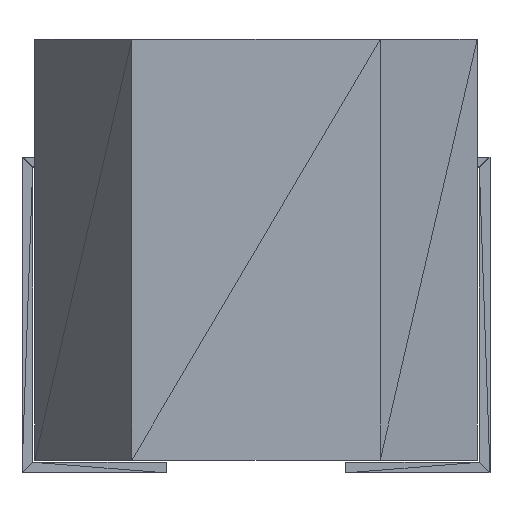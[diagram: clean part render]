
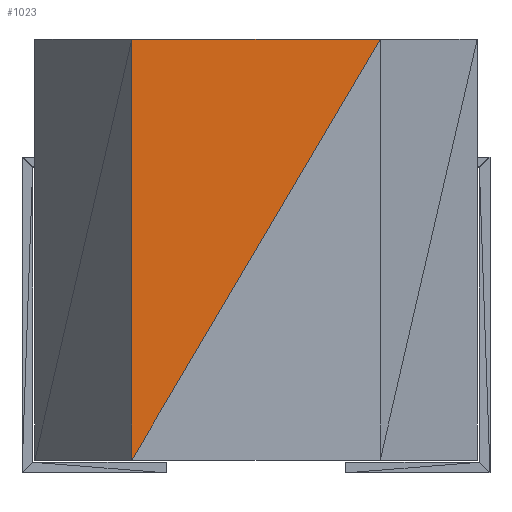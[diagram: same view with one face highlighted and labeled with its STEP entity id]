
A CAD part, front view. The second image highlights one B-rep face of the part: STEP entity #1023.
In plain terms, the highlighted planar face has unit normal (0, -1, 0).
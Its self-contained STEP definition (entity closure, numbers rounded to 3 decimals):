
#1023=ADVANCED_FACE('',(#1024),#1050,.F.);
#1024=FACE_OUTER_BOUND('',#1025,.T.);
#1025=EDGE_LOOP('',(#1026,#1028,#1030));
#1026=ORIENTED_EDGE('',*,*,#1027,.T.);
#1027=EDGE_CURVE('',#1032,#1034,#1036,.T.);
#1028=ORIENTED_EDGE('',*,*,#1029,.T.);
#1029=EDGE_CURVE('',#1034,#1040,#1042,.T.);
#1030=ORIENTED_EDGE('',*,*,#1031,.T.);
#1031=EDGE_CURVE('',#1040,#1032,#1046,.T.);
#1032=VERTEX_POINT('',#1033);
#1033=CARTESIAN_POINT('',(-2.953,-5.906,10.312));
#1034=VERTEX_POINT('',#1035);
#1035=CARTESIAN_POINT('',(2.953,-5.906,10.312));
#1036=LINE('',#1037,#1038);
#1037=CARTESIAN_POINT('',(-2.953,-5.906,10.312));
#1038=VECTOR('',#1039,1.0);
#1039=DIRECTION('',(-1.0,0.0,0.0));
#1040=VERTEX_POINT('',#1041);
#1041=CARTESIAN_POINT('',(-2.953,-5.906,0.305));
#1042=LINE('',#1043,#1044);
#1043=CARTESIAN_POINT('',(2.953,-5.906,10.312));
#1044=VECTOR('',#1045,1.0);
#1045=DIRECTION('',(0.508,0.0,0.861));
#1046=LINE('',#1047,#1048);
#1047=CARTESIAN_POINT('',(-2.953,-5.906,0.305));
#1048=VECTOR('',#1049,1.0);
#1049=DIRECTION('',(0.0,0.0,-1.0));
#1050=PLANE('',#1051);
#1051=AXIS2_PLACEMENT_3D('',#1052,#1053,#1054);
#1052=CARTESIAN_POINT('',(2.953,-5.906,10.312));
#1053=DIRECTION('',(0.0,1.0,0.0));
#1054=DIRECTION('',(0.0,0.0,1.0));
